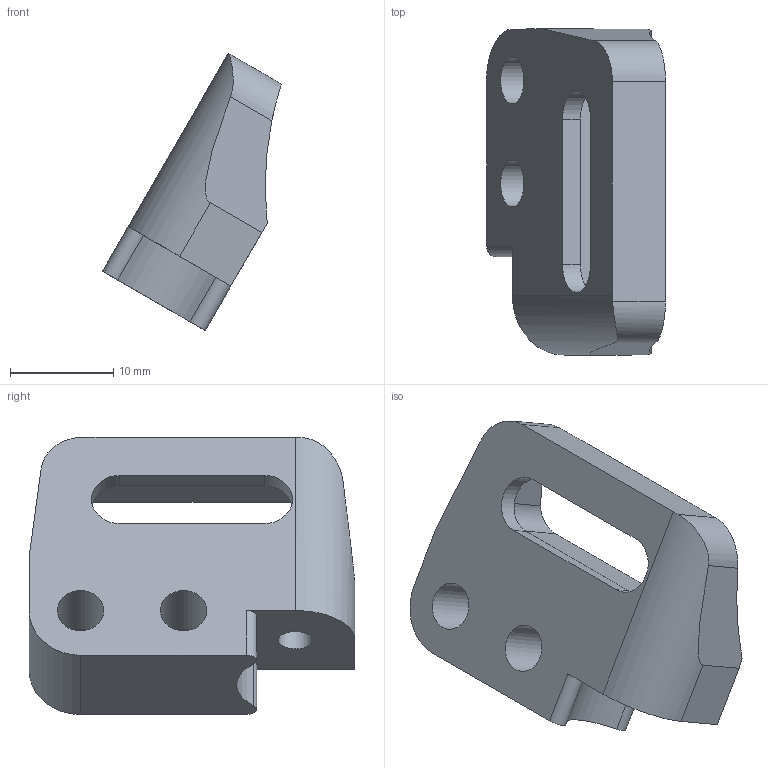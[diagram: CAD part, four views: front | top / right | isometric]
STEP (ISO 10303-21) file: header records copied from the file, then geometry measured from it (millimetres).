
FILE_DESCRIPTION(/* description */ (''),/* implementation_level */ '2;1');
FILE_NAME(/* name */ 'I-SPEC-EV_remote_mount.step',/* time_stamp */ '2025-09-13T12:54:00-07:00',/* author */ (''),/* organization */ (''),/* preprocessor_version */ 'ST-DEVELOPER v20.1',/* originating_system */ 'Autodesk Translation Framework v14.10.0.0',/* authorisation */ '');
FILE_SCHEMA (('AUTOMOTIVE_DESIGN { 1 0 10303 214 3 1 1 }'));
Length unit declared in the file: millimetre
Products named in the file (1): remote_sp_rev5
Bounding box: 17.36 x 31.62 x 26.88 mm (x, y, z)
Volume: 4662 mm3; surface area: 3017.5 mm2
Topology: 1 solids, 1 shells, 38 faces, 96 edges, 64 vertices
Faces by surface type: cylinder 19, plane 19
Full cylindrical faces by diameter (mm): 3.332 x1, 4.5 x2, 8 x2
Entity records: 1257 total; most frequent: CARTESIAN_POINT 264, DIRECTION 201, ORIENTED_EDGE 192, EDGE_CURVE 96, AXIS2_PLACEMENT_3D 73, VERTEX_POINT 64, LINE 55, VECTOR 55
